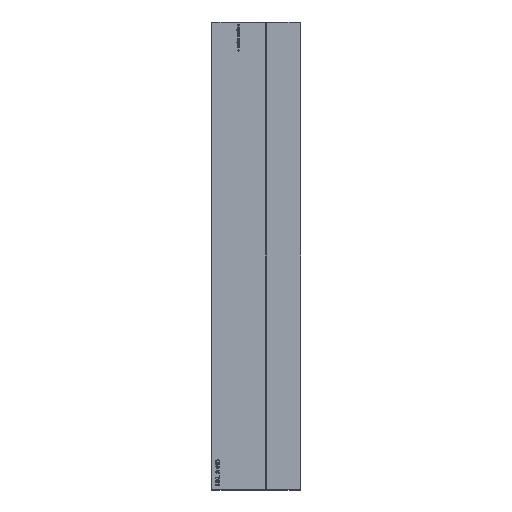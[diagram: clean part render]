
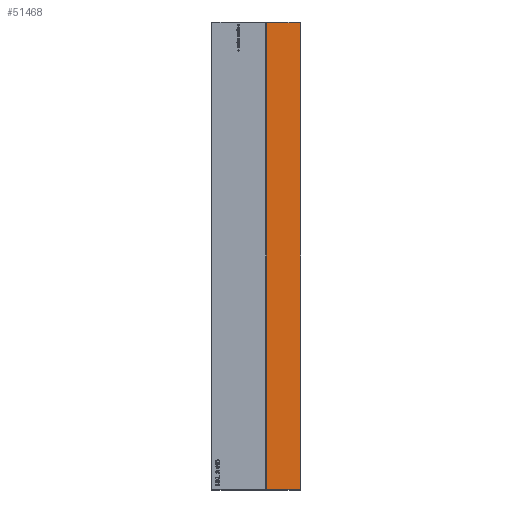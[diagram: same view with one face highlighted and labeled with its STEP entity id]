
A CAD part, left-side view. The second image highlights one B-rep face of the part: STEP entity #51468.
In plain terms, the highlighted planar face has unit normal (-1, 0, 0).
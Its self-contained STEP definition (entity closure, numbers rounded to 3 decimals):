
#48215 = PLANE('',#48216);
#48216 = AXIS2_PLACEMENT_3D('',#48217,#48218,#48219);
#48217 = CARTESIAN_POINT('',(-19.925,8.005,0.));
#48218 = DIRECTION('',(0.707,-0.707,
    0.));
#48219 = DIRECTION('',(0.,0.,1.));
#48859 = PLANE('',#48860);
#48860 = AXIS2_PLACEMENT_3D('',#48861,#48862,#48863);
#48861 = CARTESIAN_POINT('',(-19.925,0.,0.075));
#48862 = DIRECTION('',(0.707,0.,0.707));
#48863 = DIRECTION('',(0.,-1.,0.));
#49150 = VERTEX_POINT('',#49151);
#49151 = CARTESIAN_POINT('',(-20.,7.93,109.85));
#49177 = EDGE_CURVE('',#49178,#49150,#49180,.T.);
#49178 = VERTEX_POINT('',#49179);
#49179 = CARTESIAN_POINT('',(-20.,7.93,0.15));
#49180 = SURFACE_CURVE('',#49181,(#49185,#49192),.PCURVE_S1.);
#49181 = LINE('',#49182,#49183);
#49182 = CARTESIAN_POINT('',(-20.,7.93,0.));
#49183 = VECTOR('',#49184,1.);
#49184 = DIRECTION('',(0.,0.,1.));
#49185 = PCURVE('',#48215,#49186);
#49186 = DEFINITIONAL_REPRESENTATION('',(#49187),#49191);
#49187 = LINE('',#49188,#49189);
#49188 = CARTESIAN_POINT('',(0.,0.106));
#49189 = VECTOR('',#49190,1.);
#49190 = DIRECTION('',(1.,0.));
#49191 = ( GEOMETRIC_REPRESENTATION_CONTEXT(2) 
PARAMETRIC_REPRESENTATION_CONTEXT() REPRESENTATION_CONTEXT('2D SPACE',''
  ) );
#49192 = PCURVE('',#49193,#49198);
#49193 = PLANE('',#49194);
#49194 = AXIS2_PLACEMENT_3D('',#49195,#49196,#49197);
#49195 = CARTESIAN_POINT('',(-20.,0.,0.));
#49196 = DIRECTION('',(-1.,0.,0.));
#49197 = DIRECTION('',(0.,1.,0.));
#49198 = DEFINITIONAL_REPRESENTATION('',(#49199),#49203);
#49199 = LINE('',#49200,#49201);
#49200 = CARTESIAN_POINT('',(7.93,0.));
#49201 = VECTOR('',#49202,1.);
#49202 = DIRECTION('',(0.,-1.));
#49203 = ( GEOMETRIC_REPRESENTATION_CONTEXT(2) 
PARAMETRIC_REPRESENTATION_CONTEXT() REPRESENTATION_CONTEXT('2D SPACE',''
  ) );
#50293 = PLANE('',#50294);
#50294 = AXIS2_PLACEMENT_3D('',#50295,#50296,#50297);
#50295 = CARTESIAN_POINT('',(-19.925,0.,109.925));
#50296 = DIRECTION('',(-0.707,0.,0.707));
#50297 = DIRECTION('',(0.,-1.,0.));
#50514 = VERTEX_POINT('',#50515);
#50515 = CARTESIAN_POINT('',(-20.,0.15,0.15));
#50541 = EDGE_CURVE('',#50514,#49178,#50542,.T.);
#50542 = SURFACE_CURVE('',#50543,(#50547,#50554),.PCURVE_S1.);
#50543 = LINE('',#50544,#50545);
#50544 = CARTESIAN_POINT('',(-20.,0.,0.15));
#50545 = VECTOR('',#50546,1.);
#50546 = DIRECTION('',(0.,1.,0.));
#50547 = PCURVE('',#48859,#50548);
#50548 = DEFINITIONAL_REPRESENTATION('',(#50549),#50553);
#50549 = LINE('',#50550,#50551);
#50550 = CARTESIAN_POINT('',(0.,-0.106));
#50551 = VECTOR('',#50552,1.);
#50552 = DIRECTION('',(-1.,0.));
#50553 = ( GEOMETRIC_REPRESENTATION_CONTEXT(2) 
PARAMETRIC_REPRESENTATION_CONTEXT() REPRESENTATION_CONTEXT('2D SPACE',''
  ) );
#50554 = PCURVE('',#49193,#50555);
#50555 = DEFINITIONAL_REPRESENTATION('',(#50556),#50560);
#50556 = LINE('',#50557,#50558);
#50557 = CARTESIAN_POINT('',(0.,-0.15));
#50558 = VECTOR('',#50559,1.);
#50559 = DIRECTION('',(1.,0.));
#50560 = ( GEOMETRIC_REPRESENTATION_CONTEXT(2) 
PARAMETRIC_REPRESENTATION_CONTEXT() REPRESENTATION_CONTEXT('2D SPACE',''
  ) );
#51468 = ADVANCED_FACE('',(#51469),#49193,.T.);
#51469 = FACE_BOUND('',#51470,.T.);
#51470 = EDGE_LOOP('',(#51471,#51472,#51473,#51501));
#51471 = ORIENTED_EDGE('',*,*,#49177,.F.);
#51472 = ORIENTED_EDGE('',*,*,#50541,.F.);
#51473 = ORIENTED_EDGE('',*,*,#51474,.T.);
#51474 = EDGE_CURVE('',#50514,#51475,#51477,.T.);
#51475 = VERTEX_POINT('',#51476);
#51476 = CARTESIAN_POINT('',(-20.,0.15,109.85));
#51477 = SURFACE_CURVE('',#51478,(#51482,#51489),.PCURVE_S1.);
#51478 = LINE('',#51479,#51480);
#51479 = CARTESIAN_POINT('',(-20.,0.15,0.));
#51480 = VECTOR('',#51481,1.);
#51481 = DIRECTION('',(0.,0.,1.));
#51482 = PCURVE('',#49193,#51483);
#51483 = DEFINITIONAL_REPRESENTATION('',(#51484),#51488);
#51484 = LINE('',#51485,#51486);
#51485 = CARTESIAN_POINT('',(0.15,0.));
#51486 = VECTOR('',#51487,1.);
#51487 = DIRECTION('',(0.,-1.));
#51488 = ( GEOMETRIC_REPRESENTATION_CONTEXT(2) 
PARAMETRIC_REPRESENTATION_CONTEXT() REPRESENTATION_CONTEXT('2D SPACE',''
  ) );
#51489 = PCURVE('',#51490,#51495);
#51490 = PLANE('',#51491);
#51491 = AXIS2_PLACEMENT_3D('',#51492,#51493,#51494);
#51492 = CARTESIAN_POINT('',(-19.925,0.075,0.));
#51493 = DIRECTION('',(0.707,0.707,
    0.));
#51494 = DIRECTION('',(0.,0.,1.));
#51495 = DEFINITIONAL_REPRESENTATION('',(#51496),#51500);
#51496 = LINE('',#51497,#51498);
#51497 = CARTESIAN_POINT('',(0.,-0.106));
#51498 = VECTOR('',#51499,1.);
#51499 = DIRECTION('',(1.,0.));
#51500 = ( GEOMETRIC_REPRESENTATION_CONTEXT(2) 
PARAMETRIC_REPRESENTATION_CONTEXT() REPRESENTATION_CONTEXT('2D SPACE',''
  ) );
#51501 = ORIENTED_EDGE('',*,*,#51502,.T.);
#51502 = EDGE_CURVE('',#51475,#49150,#51503,.T.);
#51503 = SURFACE_CURVE('',#51504,(#51508,#51515),.PCURVE_S1.);
#51504 = LINE('',#51505,#51506);
#51505 = CARTESIAN_POINT('',(-20.,0.,109.85));
#51506 = VECTOR('',#51507,1.);
#51507 = DIRECTION('',(0.,1.,0.));
#51508 = PCURVE('',#49193,#51509);
#51509 = DEFINITIONAL_REPRESENTATION('',(#51510),#51514);
#51510 = LINE('',#51511,#51512);
#51511 = CARTESIAN_POINT('',(0.,-109.85));
#51512 = VECTOR('',#51513,1.);
#51513 = DIRECTION('',(1.,0.));
#51514 = ( GEOMETRIC_REPRESENTATION_CONTEXT(2) 
PARAMETRIC_REPRESENTATION_CONTEXT() REPRESENTATION_CONTEXT('2D SPACE',''
  ) );
#51515 = PCURVE('',#50293,#51516);
#51516 = DEFINITIONAL_REPRESENTATION('',(#51517),#51521);
#51517 = LINE('',#51518,#51519);
#51518 = CARTESIAN_POINT('',(0.,-0.106));
#51519 = VECTOR('',#51520,1.);
#51520 = DIRECTION('',(-1.,0.));
#51521 = ( GEOMETRIC_REPRESENTATION_CONTEXT(2) 
PARAMETRIC_REPRESENTATION_CONTEXT() REPRESENTATION_CONTEXT('2D SPACE',''
  ) );
